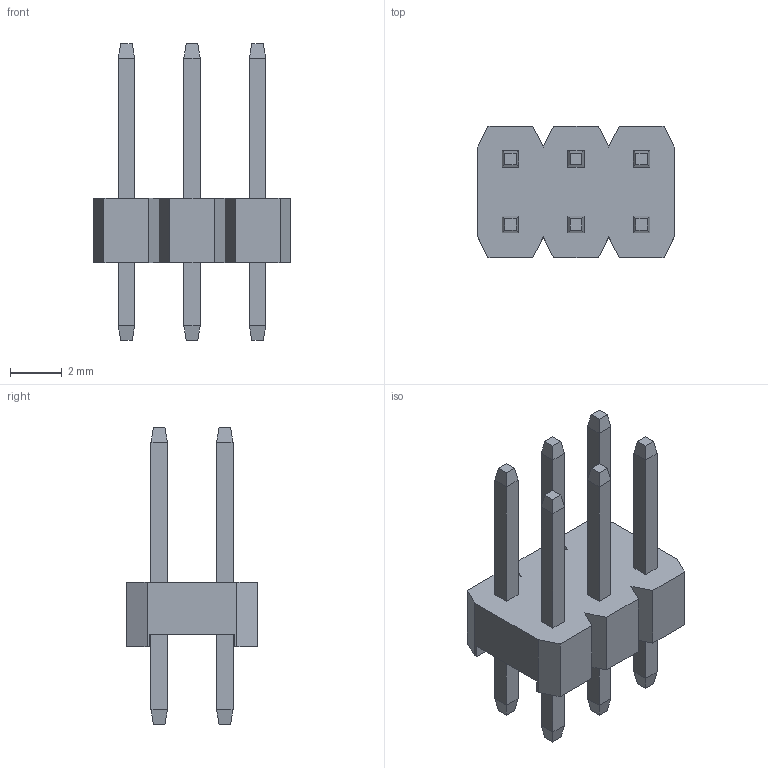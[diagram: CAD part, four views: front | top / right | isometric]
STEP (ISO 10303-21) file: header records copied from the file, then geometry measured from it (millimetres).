
FILE_DESCRIPTION (( 'STEP AP214' ), '1' );
FILE_NAME ('FPH25452-D06S1014190740B-REF.STEP', '2025-05-23T08:00:45', ( '' ), ( '' ), 'SwSTEP 2.0', 'SolidWorks 2021', '' );
FILE_SCHEMA (( 'AUTOMOTIVE_DESIGN' ));
Length unit declared in the file: millimetre
Products named in the file (1): FPH25452-D06S1014190740B-REF
Bounding box: 7.62 x 5.08 x 11.5 mm (x, y, z)
Volume: 102 mm3; surface area: 289.1 mm2
Topology: 1 solids, 1 shells, 134 faces, 312 edges, 192 vertices
Faces by surface type: plane 134
Entity records: 3706 total; most frequent: CARTESIAN_POINT 639, ORIENTED_EDGE 624, DIRECTION 582, LINE 312, EDGE_CURVE 312, VECTOR 312, VERTEX_POINT 192, EDGE_LOOP 146
